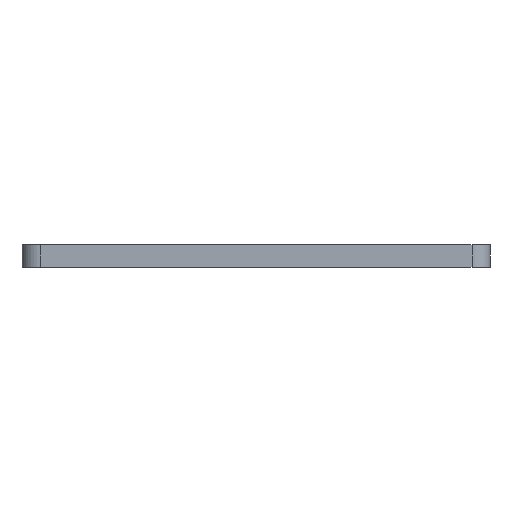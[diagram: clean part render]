
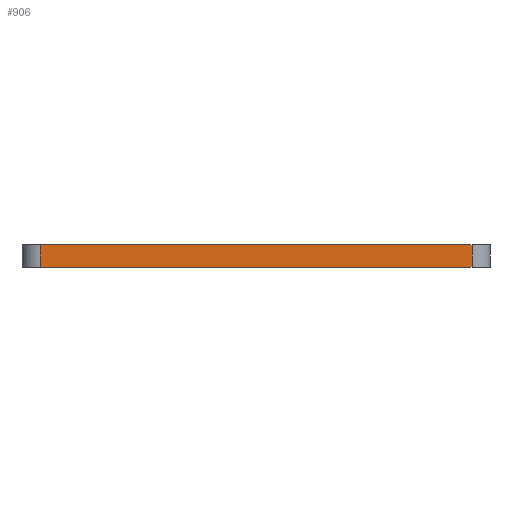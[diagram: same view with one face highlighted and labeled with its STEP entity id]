
A CAD part, front view. The second image highlights one B-rep face of the part: STEP entity #906.
In plain terms, the highlighted planar face has unit normal (0, -1, 0).
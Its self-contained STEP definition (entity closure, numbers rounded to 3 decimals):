
#49=PLANE('',#973);
#70=FACE_OUTER_BOUND('',#121,.T.);
#121=EDGE_LOOP('',(#620,#621,#622,#623));
#205=LINE('',#1384,#272);
#207=LINE('',#1390,#274);
#208=LINE('',#1392,#275);
#209=LINE('',#1393,#276);
#272=VECTOR('',#1089,10.);
#274=VECTOR('',#1095,10.);
#275=VECTOR('',#1096,10.);
#276=VECTOR('',#1097,10.);
#402=VERTEX_POINT('',#1381);
#403=VERTEX_POINT('',#1383);
#405=VERTEX_POINT('',#1389);
#406=VERTEX_POINT('',#1391);
#488=EDGE_CURVE('',#402,#403,#205,.T.);
#491=EDGE_CURVE('',#402,#405,#207,.T.);
#492=EDGE_CURVE('',#406,#405,#208,.T.);
#493=EDGE_CURVE('',#406,#403,#209,.T.);
#620=ORIENTED_EDGE('',*,*,#488,.F.);
#621=ORIENTED_EDGE('',*,*,#491,.T.);
#622=ORIENTED_EDGE('',*,*,#492,.F.);
#623=ORIENTED_EDGE('',*,*,#493,.T.);
#906=ADVANCED_FACE('',(#70),#49,.T.);
#973=AXIS2_PLACEMENT_3D('',#1388,#1093,#1094);
#1089=DIRECTION('',(0.,0.,1.));
#1093=DIRECTION('center_axis',(0.,-1.,0.));
#1094=DIRECTION('ref_axis',(-1.,0.,0.));
#1095=DIRECTION('',(1.,0.,0.));
#1096=DIRECTION('',(0.,0.,-1.));
#1097=DIRECTION('',(-1.,0.,0.));
#1381=CARTESIAN_POINT('',(-5.,-50.,0.));
#1383=CARTESIAN_POINT('',(-5.,-50.,6.15));
#1384=CARTESIAN_POINT('',(-5.,-50.,6.15));
#1388=CARTESIAN_POINT('Origin',(115.,-50.,6.15));
#1389=CARTESIAN_POINT('',(115.,-50.,0.));
#1390=CARTESIAN_POINT('',(85.,-50.,0.));
#1391=CARTESIAN_POINT('',(115.,-50.,6.15));
#1392=CARTESIAN_POINT('',(115.,-50.,6.15));
#1393=CARTESIAN_POINT('',(115.,-50.,6.15));
